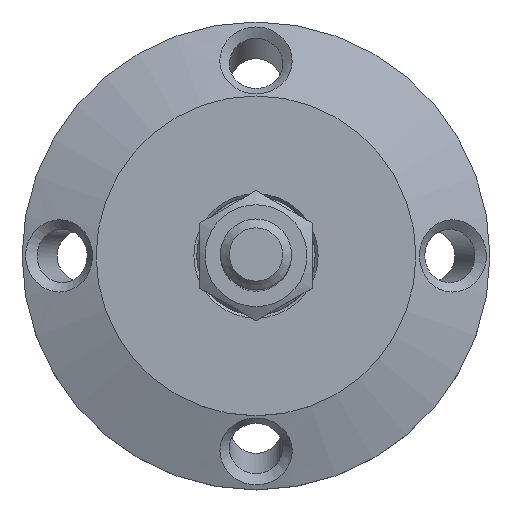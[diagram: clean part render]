
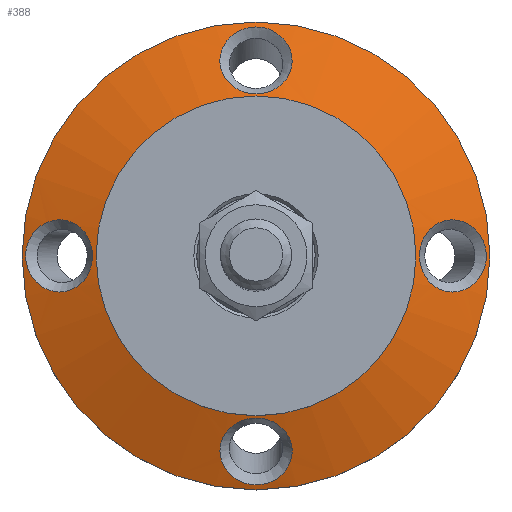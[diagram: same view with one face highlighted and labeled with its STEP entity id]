
A CAD part, top view. The second image highlights one B-rep face of the part: STEP entity #388.
In plain terms, the highlighted conical face has half-angle 70 degrees and reference radius 33.25 mm.
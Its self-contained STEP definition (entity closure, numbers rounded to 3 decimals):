
#192=CARTESIAN_POINT('',(-38.888,0.,10.173));
#193=VERTEX_POINT('',#192);
#228=CARTESIAN_POINT('',(-38.886,0.,10.174));
#229=CARTESIAN_POINT('',(-38.886,-0.301,10.174));
#230=CARTESIAN_POINT('',(-38.86,-0.886,10.182));
#231=CARTESIAN_POINT('',(-38.564,-2.166,10.272));
#232=CARTESIAN_POINT('',(-37.923,-3.492,10.469));
#233=CARTESIAN_POINT('',(-36.561,-5.082,10.897));
#234=CARTESIAN_POINT('',(-34.455,-6.148,11.59));
#235=CARTESIAN_POINT('',(-31.885,-6.142,12.51));
#236=CARTESIAN_POINT('',(-29.562,-4.937,13.419));
#237=CARTESIAN_POINT('',(-27.447,-2.011,14.345));
#238=CARTESIAN_POINT('',(-27.44,1.674,14.352));
#239=CARTESIAN_POINT('',(-29.328,4.727,13.519));
#240=CARTESIAN_POINT('',(-31.583,6.151,12.616));
#241=CARTESIAN_POINT('',(-34.037,6.141,11.74));
#242=CARTESIAN_POINT('',(-35.701,5.518,11.18));
#243=CARTESIAN_POINT('',(-36.919,4.676,10.785));
#244=CARTESIAN_POINT('',(-37.919,3.494,10.47));
#245=CARTESIAN_POINT('',(-38.568,2.164,10.271));
#246=CARTESIAN_POINT('',(-38.859,0.886,10.182));
#247=CARTESIAN_POINT('',(-38.887,0.301,10.174));
#248=CARTESIAN_POINT('',(-38.886,0.,10.174));
#249=B_SPLINE_CURVE_WITH_KNOTS('',3,(#228,#229,#230,#231,#232,#233,#234,#235,#236,#237,#238,#239,#240,#241,#242,#243,#244,#245,#246,#247,#248),.UNSPECIFIED.,.T.,.U.,(4,1,1,1,1,1,1,1,1,1,1,1,1,1,1,1,1,1,4),(-3.728,-3.595,-3.462,-3.328,-3.195,-2.929,-2.663,-2.396,-2.13,-1.598,-1.42,-1.065,-0.799,-0.666,-0.533,-0.399,-0.266,-0.133,0.0),.UNSPECIFIED.);
#250=EDGE_CURVE('',#193,#193,#249,.T.);
#275=CARTESIAN_POINT('',(0.0,0.0,12.225));
#276=DIRECTION('',(0.0,0.0,-1.0));
#277=DIRECTION('',(0.0,1.0,0.0));
#278=AXIS2_PLACEMENT_3D('',#275,#276,#277);
#279=CONICAL_SURFACE('',#278,33.25,70.);
#280=CARTESIAN_POINT('',(-6.045,32.217,12.397));
#281=VERTEX_POINT('',#280);
#282=CARTESIAN_POINT('',(-6.045,32.219,12.396));
#283=CARTESIAN_POINT('',(-6.007,31.943,12.497));
#284=CARTESIAN_POINT('',(-5.893,31.342,12.72));
#285=CARTESIAN_POINT('',(-5.315,30.04,13.225));
#286=CARTESIAN_POINT('',(-4.31,28.902,13.693));
#287=CARTESIAN_POINT('',(-2.816,27.868,14.139));
#288=CARTESIAN_POINT('',(-0.603,27.219,14.435));
#289=CARTESIAN_POINT('',(2.189,27.54,14.288));
#290=CARTESIAN_POINT('',(5.076,29.222,13.54));
#291=CARTESIAN_POINT('',(6.558,32.516,12.251));
#292=CARTESIAN_POINT('',(5.238,36.83,10.806));
#293=CARTESIAN_POINT('',(1.536,38.956,10.168));
#294=CARTESIAN_POINT('',(-2.186,38.473,10.312));
#295=CARTESIAN_POINT('',(-4.121,37.285,10.678));
#296=CARTESIAN_POINT('',(-5.275,35.89,11.125));
#297=CARTESIAN_POINT('',(-5.928,34.514,11.582));
#298=CARTESIAN_POINT('',(-6.103,33.345,11.989));
#299=CARTESIAN_POINT('',(-6.091,32.629,12.246));
#300=CARTESIAN_POINT('',(-6.064,32.357,12.345));
#301=CARTESIAN_POINT('',(-6.045,32.219,12.396));
#302=B_SPLINE_CURVE_WITH_KNOTS('',3,(#282,#283,#284,#285,#286,#287,#288,#289,#290,#291,#292,#293,#294,#295,#296,#297,#298,#299,#300,#301),.UNSPECIFIED.,.T.,.U.,(4,1,1,1,1,1,1,1,1,1,1,1,1,1,1,1,1,4),(-3.754,-3.62,-3.486,-3.351,-3.217,-2.949,-2.681,-2.413,-1.966,-1.609,-1.072,-0.804,-0.536,-0.402,-0.268,-0.134,-0.067,0.0),.UNSPECIFIED.);
#303=EDGE_CURVE('',#281,#281,#302,.T.);
#304=ORIENTED_EDGE('',*,*,#303,.F.);
#305=EDGE_LOOP('',(#304));
#306=FACE_OUTER_BOUND('',#305,.T.);
#307=CARTESIAN_POINT('',(27.612,0.,14.277));
#308=VERTEX_POINT('',#307);
#309=CARTESIAN_POINT('',(27.613,0.,14.277));
#310=CARTESIAN_POINT('',(27.613,-0.302,14.277));
#311=CARTESIAN_POINT('',(27.64,-0.891,14.265));
#312=CARTESIAN_POINT('',(27.915,-2.172,14.14));
#313=CARTESIAN_POINT('',(28.53,-3.504,13.868));
#314=CARTESIAN_POINT('',(29.49,-4.688,13.46));
#315=CARTESIAN_POINT('',(30.678,-5.53,12.982));
#316=CARTESIAN_POINT('',(32.317,-6.146,12.353));
#317=CARTESIAN_POINT('',(34.771,-6.141,11.479));
#318=CARTESIAN_POINT('',(37.089,-4.708,10.728));
#319=CARTESIAN_POINT('',(39.067,-1.663,10.117));
#320=CARTESIAN_POINT('',(39.061,1.998,10.118));
#321=CARTESIAN_POINT('',(36.841,4.918,10.804));
#322=CARTESIAN_POINT('',(34.479,6.138,11.583));
#323=CARTESIAN_POINT('',(32.318,6.147,12.353));
#324=CARTESIAN_POINT('',(30.678,5.53,12.982));
#325=CARTESIAN_POINT('',(29.49,4.688,13.46));
#326=CARTESIAN_POINT('',(28.53,3.504,13.868));
#327=CARTESIAN_POINT('',(27.915,2.172,14.14));
#328=CARTESIAN_POINT('',(27.64,0.891,14.265));
#329=CARTESIAN_POINT('',(27.613,0.302,14.277));
#330=CARTESIAN_POINT('',(27.613,0.,14.277));
#331=B_SPLINE_CURVE_WITH_KNOTS('',3,(#309,#310,#311,#312,#313,#314,#315,#316,#317,#318,#319,#320,#321,#322,#323,#324,#325,#326,#327,#328,#329,#330),.UNSPECIFIED.,.T.,.U.,(4,1,1,1,1,1,1,1,1,1,1,1,1,1,1,1,1,1,1,4),(-3.728,-3.595,-3.462,-3.328,-3.195,-3.062,-2.929,-2.663,-2.308,-2.13,-1.598,-1.331,-1.065,-0.799,-0.666,-0.533,-0.399,-0.266,-0.133,0.0),.UNSPECIFIED.);
#332=EDGE_CURVE('',#308,#308,#331,.T.);
#333=ORIENTED_EDGE('',*,*,#332,.F.);
#334=EDGE_LOOP('',(#333));
#335=FACE_BOUND('',#334,.T.);
#336=CARTESIAN_POINT('',(0.0,39.5,9.95));
#337=VERTEX_POINT('',#336);
#338=CARTESIAN_POINT('',(0.0,0.0,9.95));
#339=DIRECTION('',(0.0,0.0,-1.0));
#340=DIRECTION('',(0.0,1.0,0.0));
#341=AXIS2_PLACEMENT_3D('',#338,#339,#340);
#342=CIRCLE('',#341,39.5);
#343=EDGE_CURVE('',#337,#337,#342,.T.);
#344=ORIENTED_EDGE('',*,*,#343,.F.);
#345=EDGE_LOOP('',(#344));
#346=FACE_BOUND('',#345,.T.);
#347=CARTESIAN_POINT('',(0.0,27.0,14.5));
#348=VERTEX_POINT('',#347);
#349=CARTESIAN_POINT('',(0.0,0.0,14.5));
#350=DIRECTION('',(0.0,0.0,-1.0));
#351=DIRECTION('',(0.0,1.0,0.0));
#352=AXIS2_PLACEMENT_3D('',#349,#350,#351);
#353=CIRCLE('',#352,27.0);
#354=EDGE_CURVE('',#348,#348,#353,.T.);
#355=ORIENTED_EDGE('',*,*,#354,.T.);
#356=EDGE_LOOP('',(#355));
#357=FACE_BOUND('',#356,.T.);
#358=CARTESIAN_POINT('',(-6.045,-32.217,12.397));
#359=VERTEX_POINT('',#358);
#360=CARTESIAN_POINT('',(-6.044,-32.214,12.398));
#361=CARTESIAN_POINT('',(-6.082,-32.49,12.296));
#362=CARTESIAN_POINT('',(-6.135,-33.099,12.075));
#363=CARTESIAN_POINT('',(-5.93,-34.52,11.58));
#364=CARTESIAN_POINT('',(-5.274,-35.889,11.126));
#365=CARTESIAN_POINT('',(-4.125,-37.284,10.678));
#366=CARTESIAN_POINT('',(-2.179,-38.48,10.31));
#367=CARTESIAN_POINT('',(0.595,-38.825,10.207));
#368=CARTESIAN_POINT('',(3.856,-37.809,10.514));
#369=CARTESIAN_POINT('',(6.218,-34.899,11.431));
#370=CARTESIAN_POINT('',(6.147,-30.448,13.017));
#371=CARTESIAN_POINT('',(3.14,-27.633,14.24));
#372=CARTESIAN_POINT('',(-0.612,-27.224,14.435));
#373=CARTESIAN_POINT('',(-2.812,-27.868,14.138));
#374=CARTESIAN_POINT('',(-4.31,-28.9,13.694));
#375=CARTESIAN_POINT('',(-5.314,-30.046,13.222));
#376=CARTESIAN_POINT('',(-5.796,-31.116,12.807));
#377=CARTESIAN_POINT('',(-5.978,-31.806,12.548));
#378=CARTESIAN_POINT('',(-6.025,-32.076,12.448));
#379=CARTESIAN_POINT('',(-6.044,-32.214,12.398));
#380=B_SPLINE_CURVE_WITH_KNOTS('',3,(#360,#361,#362,#363,#364,#365,#366,#367,#368,#369,#370,#371,#372,#373,#374,#375,#376,#377,#378,#379),.UNSPECIFIED.,.T.,.U.,(4,1,1,1,1,1,1,1,1,1,1,1,1,1,1,1,1,4),(-3.754,-3.62,-3.486,-3.351,-3.217,-2.949,-2.681,-2.413,-1.966,-1.609,-1.072,-0.804,-0.536,-0.402,-0.268,-0.134,-0.067,0.0),.UNSPECIFIED.);
#381=EDGE_CURVE('',#359,#359,#380,.T.);
#382=ORIENTED_EDGE('',*,*,#381,.F.);
#383=EDGE_LOOP('',(#382));
#384=FACE_BOUND('',#383,.T.);
#385=ORIENTED_EDGE('',*,*,#250,.F.);
#386=EDGE_LOOP('',(#385));
#387=FACE_BOUND('',#386,.T.);
#388=ADVANCED_FACE('',(#306,#335,#346,#357,#384,#387),#279,.T.);
